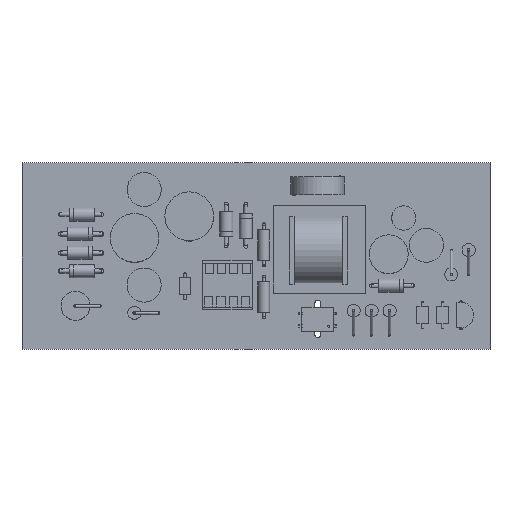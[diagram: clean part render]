
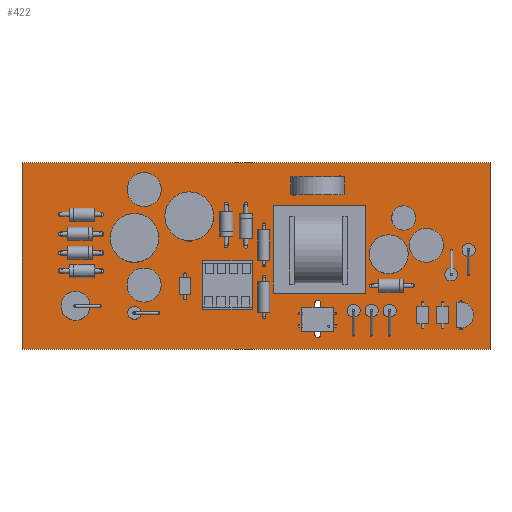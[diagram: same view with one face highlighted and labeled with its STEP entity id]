
A CAD part, top view. The second image highlights one B-rep face of the part: STEP entity #422.
In plain terms, the highlighted planar face has unit normal (0, 0, 1).
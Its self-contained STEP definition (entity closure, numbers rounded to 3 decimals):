
#159 = VERTEX_POINT('',#160);
#160 = CARTESIAN_POINT('',(0.,0.,0.));
#166 = EDGE_CURVE('',#159,#167,#169,.T.);
#167 = VERTEX_POINT('',#168);
#168 = CARTESIAN_POINT('',(0.,38.4,0.));
#169 = LINE('',#170,#171);
#170 = CARTESIAN_POINT('',(0.,0.,0.));
#171 = VECTOR('',#172,1.);
#172 = DIRECTION('',(0.,1.,0.));
#197 = EDGE_CURVE('',#167,#198,#200,.T.);
#198 = VERTEX_POINT('',#199);
#199 = CARTESIAN_POINT('',(96.5,38.4,0.));
#200 = LINE('',#201,#202);
#201 = CARTESIAN_POINT('',(0.,38.4,0.));
#202 = VECTOR('',#203,1.);
#203 = DIRECTION('',(1.,0.,0.));
#228 = EDGE_CURVE('',#198,#229,#231,.T.);
#229 = VERTEX_POINT('',#230);
#230 = CARTESIAN_POINT('',(96.5,0.,0.));
#231 = LINE('',#232,#233);
#232 = CARTESIAN_POINT('',(96.5,38.4,0.));
#233 = VECTOR('',#234,1.);
#234 = DIRECTION('',(0.,-1.,0.));
#259 = EDGE_CURVE('',#229,#159,#260,.T.);
#260 = LINE('',#261,#262);
#261 = CARTESIAN_POINT('',(96.5,0.,0.));
#262 = VECTOR('',#263,1.);
#263 = DIRECTION('',(-1.,0.,0.));
#283 = VERTEX_POINT('',#284);
#284 = CARTESIAN_POINT('',(60.4,9.5,0.));
#290 = EDGE_CURVE('',#283,#291,#293,.T.);
#291 = VERTEX_POINT('',#292);
#292 = CARTESIAN_POINT('',(60.4,3.,0.));
#293 = LINE('',#294,#295);
#294 = CARTESIAN_POINT('',(60.4,9.5,0.));
#295 = VECTOR('',#296,1.);
#296 = DIRECTION('',(0.,-1.,0.));
#323 = VERTEX_POINT('',#324);
#324 = CARTESIAN_POINT('',(61.6,9.5,0.));
#330 = EDGE_CURVE('',#323,#283,#331,.T.);
#331 = CIRCLE('',#332,0.6);
#332 = AXIS2_PLACEMENT_3D('',#333,#334,#335);
#333 = CARTESIAN_POINT('',(61.,9.5,0.));
#334 = DIRECTION('',(0.,0.,1.));
#335 = DIRECTION('',(1.,0.,0.));
#356 = VERTEX_POINT('',#357);
#357 = CARTESIAN_POINT('',(61.6,3.,0.));
#363 = EDGE_CURVE('',#356,#323,#364,.T.);
#364 = LINE('',#365,#366);
#365 = CARTESIAN_POINT('',(61.6,3.,0.));
#366 = VECTOR('',#367,1.);
#367 = DIRECTION('',(0.,1.,0.));
#385 = EDGE_CURVE('',#291,#356,#386,.T.);
#386 = CIRCLE('',#387,0.6);
#387 = AXIS2_PLACEMENT_3D('',#388,#389,#390);
#388 = CARTESIAN_POINT('',(61.,3.,0.));
#389 = DIRECTION('',(0.,0.,1.));
#390 = DIRECTION('',(-1.,0.,0.));
#422 = ADVANCED_FACE('',(#423,#429),#435,.T.);
#423 = FACE_BOUND('',#424,.F.);
#424 = EDGE_LOOP('',(#425,#426,#427,#428));
#425 = ORIENTED_EDGE('',*,*,#166,.T.);
#426 = ORIENTED_EDGE('',*,*,#197,.T.);
#427 = ORIENTED_EDGE('',*,*,#228,.T.);
#428 = ORIENTED_EDGE('',*,*,#259,.T.);
#429 = FACE_BOUND('',#430,.T.);
#430 = EDGE_LOOP('',(#431,#432,#433,#434));
#431 = ORIENTED_EDGE('',*,*,#290,.F.);
#432 = ORIENTED_EDGE('',*,*,#330,.F.);
#433 = ORIENTED_EDGE('',*,*,#363,.F.);
#434 = ORIENTED_EDGE('',*,*,#385,.F.);
#435 = PLANE('',#436);
#436 = AXIS2_PLACEMENT_3D('',#437,#438,#439);
#437 = CARTESIAN_POINT('',(0.,0.,0.));
#438 = DIRECTION('',(0.,0.,1.));
#439 = DIRECTION('',(1.,0.,0.));
